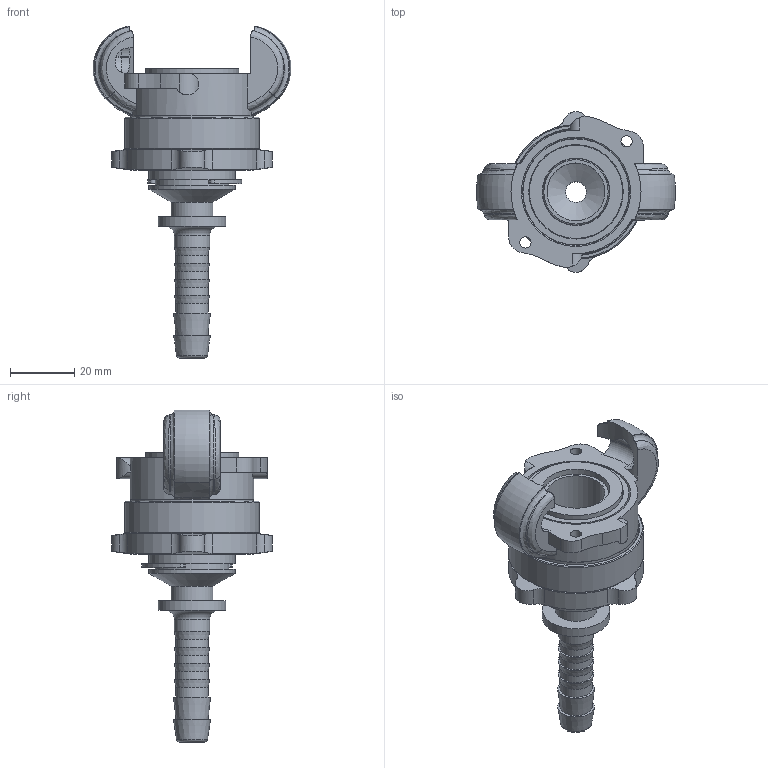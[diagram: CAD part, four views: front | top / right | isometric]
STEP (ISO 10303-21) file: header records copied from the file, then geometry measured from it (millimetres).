
FILE_DESCRIPTION(/* description */ ('MODY-SCHRAUBKUPPLUNG'),/* implementation_level */ '2;1');
FILE_NAME(/* name */ 'ssc_10.stp',/* time_stamp */ '2020-04-08T12:08:56+02:00',/* author */ ('meier'),/* organization */ (''),/* preprocessor_version */ 'ST-DEVELOPER v17',/* originating_system */ 'Autodesk Inventor 2018',/* authorisation */ '49973,16 mm^3');
FILE_SCHEMA (('AUTOMOTIVE_DESIGN { 1 0 10303 214 3 1 1 }'));
Length unit declared in the file: millimetre
Products named in the file (9): LUE_00025563; ENG-009098; SSCK 10-F; ENG-006650; 20050819B0000003-00; SSGR 10-F; ENG-010182; 20050602B0000005-00; 20070924B0000000-00
Assembly tree (8 placements, depth 4):
  LUE_00025563
    ENG-009098
      SSCK 10-F
      ENG-006650
        20050819B0000003-00
        SSGR 10-F
    ENG-010182
    20050602B0000005-00
    20070924B0000000-00
Bounding box: 61.85 x 50 x 103.35 mm (x, y, z)
Volume: 46542.1 mm3; surface area: 30634.9 mm2
Topology: 6 solids, 7 shells, 201 faces, 551 edges, 382 vertices
Faces by surface type: cylinder 86, plane 54, bspline 26, cone 21, torus 14
Full cylindrical faces by diameter (mm): 3.5 x2, 6.5 x1, 10 x4, 11 x1, 13 x1, 18 x1, 20.7 x1, 21 x2, 23 x1, 26.8 x2, 27.5 x1, 29 x2, 30 x2, 30.291 x1, 31 x1, 33 x1, 33.249 x1, 34 x1, 37.9 x1, 38 x2, 39 x1, 42 x1
Entity records: 8798 total; most frequent: CARTESIAN_POINT 3179, ORIENTED_EDGE 1102, DIRECTION 1067, EDGE_CURVE 551, AXIS2_PLACEMENT_3D 454, VERTEX_POINT 382, CIRCLE 262, EDGE_LOOP 233
